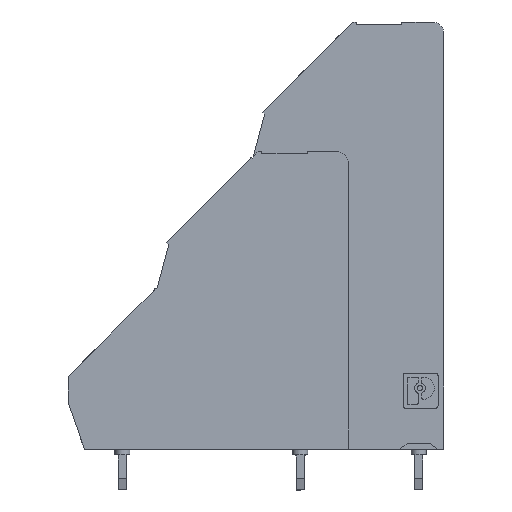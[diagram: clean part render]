
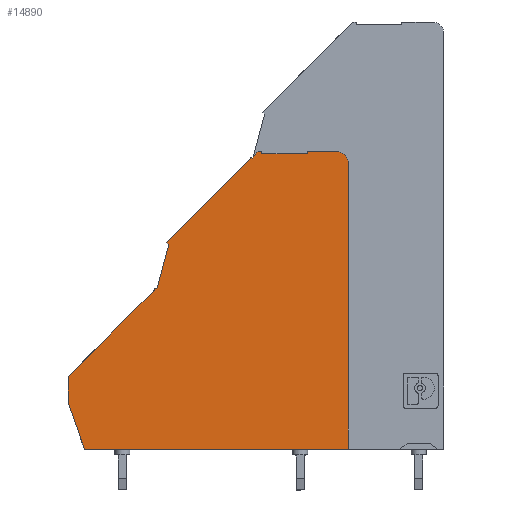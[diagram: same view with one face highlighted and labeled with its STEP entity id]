
A CAD part, top view. The second image highlights one B-rep face of the part: STEP entity #14890.
In plain terms, the highlighted planar face has unit normal (0, 0, 1).
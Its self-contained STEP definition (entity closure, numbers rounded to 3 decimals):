
#3360=CARTESIAN_POINT('',(88.406,12.945,2.54));
#3370=VERTEX_POINT('',#3360);
#3520=CARTESIAN_POINT('',(88.457,13.138,2.54));
#3530=VERTEX_POINT('',#3520);
#3560=CARTESIAN_POINT('',(88.457,13.138,2.54));
#3570=DIRECTION('',(-0.259,-0.966,0.));
#3580=VECTOR('',#3570,1.);
#3590=LINE('',#3560,#3580);
#3600=EDGE_CURVE('',#3530,#3370,#3590,.T.);
#13300=CARTESIAN_POINT('',(79.217,-4.906,2.54));
#13310=DIRECTION('',(-0.,0.,1.));
#13320=DIRECTION('',(1.,0.,0.));
#13330=AXIS2_PLACEMENT_3D('',#13300,#13310,#13320);
#13340=PLANE('',#13330);
#13350=CARTESIAN_POINT('',(89.427,0.,2.54));
#13360=DIRECTION('',(0.,1.,0.));
#13370=VECTOR('',#13360,1.);
#13380=LINE('',#13350,#13370);
#13390=CARTESIAN_POINT('',(89.427,13.455,2.54));
#13400=VERTEX_POINT('',#13390);
#13410=CARTESIAN_POINT('',(89.427,13.655,2.54));
#13420=VERTEX_POINT('',#13410);
#13430=EDGE_CURVE('',#13400,#13420,#13380,.T.);
#13440=ORIENTED_EDGE('',*,*,#13430,.T.);
#13450=CARTESIAN_POINT('',(10.17,13.455,2.54));
#13460=DIRECTION('',(-1.,0.,0.));
#13470=VECTOR('',#13460,1.);
#13480=LINE('',#13450,#13470);
#13490=CARTESIAN_POINT('',(93.327,13.455,2.54));
#13500=VERTEX_POINT('',#13490);
#13510=EDGE_CURVE('',#13500,#13400,#13480,.T.);
#13520=ORIENTED_EDGE('',*,*,#13510,.T.);
#13530=CARTESIAN_POINT('',(93.327,0.,2.54));
#13540=DIRECTION('',(0.,-1.,0.));
#13550=VECTOR('',#13540,1.);
#13560=LINE('',#13530,#13550);
#13570=CARTESIAN_POINT('',(93.327,13.655,2.54));
#13580=VERTEX_POINT('',#13570);
#13590=EDGE_CURVE('',#13580,#13500,#13560,.T.);
#13600=ORIENTED_EDGE('',*,*,#13590,.T.);
#13610=CARTESIAN_POINT('',(10.17,13.655,2.54));
#13620=DIRECTION('',(-1.,0.,0.));
#13630=VECTOR('',#13620,1.);
#13640=LINE('',#13610,#13630);
#13650=CARTESIAN_POINT('',(95.827,13.655,2.54));
#13660=VERTEX_POINT('',#13650);
#13670=EDGE_CURVE('',#13660,#13580,#13640,.T.);
#13680=ORIENTED_EDGE('',*,*,#13670,.T.);
#13690=CARTESIAN_POINT('',(95.827,12.655,2.54));
#13700=DIRECTION('',(0.,0.,-1.));
#13710=DIRECTION('',(-1.,0.,0.));
#13720=AXIS2_PLACEMENT_3D('',#13690,#13700,#13710);
#13730=CIRCLE('',#13720,1.);
#13740=CARTESIAN_POINT('',(96.827,12.655,2.54));
#13750=VERTEX_POINT('',#13740);
#13760=EDGE_CURVE('',#13660,#13750,#13730,.T.);
#13770=ORIENTED_EDGE('',*,*,#13760,.F.);
#13780=CARTESIAN_POINT('',(96.827,0.,2.54));
#13790=DIRECTION('',(0.,1.,0.));
#13800=VECTOR('',#13790,1.);
#13810=LINE('',#13780,#13800);
#13820=CARTESIAN_POINT('',(96.827,-11.845,2.54));
#13830=VERTEX_POINT('',#13820);
#13840=EDGE_CURVE('',#13830,#13750,#13810,.T.);
#13850=ORIENTED_EDGE('',*,*,#13840,.T.);
#13860=CARTESIAN_POINT('',(74.227,-11.845,2.54));
#13870=DIRECTION('',(1.,0.,0.));
#13880=VECTOR('',#13870,1.);
#13890=LINE('',#13860,#13880);
#13900=CARTESIAN_POINT('',(74.227,-11.845,2.54));
#13910=VERTEX_POINT('',#13900);
#13920=EDGE_CURVE('',#13910,#13830,#13890,.T.);
#13930=ORIENTED_EDGE('',*,*,#13920,.T.);
#13940=CARTESIAN_POINT('',(74.227,-11.845,2.54));
#13950=DIRECTION('',(-0.33,0.944,0.));
#13960=VECTOR('',#13950,1.);
#13970=LINE('',#13940,#13960);
#13980=CARTESIAN_POINT('',(72.827,-7.845,2.54));
#13990=VERTEX_POINT('',#13980);
#14000=EDGE_CURVE('',#13910,#13990,#13970,.T.);
#14010=ORIENTED_EDGE('',*,*,#14000,.F.);
#14020=CARTESIAN_POINT('',(72.827,-7.845,2.54));
#14030=DIRECTION('',(0.,1.,0.));
#14040=VECTOR('',#14030,1.);
#14050=LINE('',#14020,#14040);
#14060=CARTESIAN_POINT('',(72.827,-5.625,2.54));
#14070=VERTEX_POINT('',#14060);
#14080=EDGE_CURVE('',#13990,#14070,#14050,.T.);
#14090=ORIENTED_EDGE('',*,*,#14080,.F.);
#14100=CARTESIAN_POINT('',(72.827,-5.625,2.54));
#14110=DIRECTION('',(0.707,0.707,0.));
#14120=VECTOR('',#14110,1.);
#14130=LINE('',#14100,#14120);
#14140=CARTESIAN_POINT('',(80.197,1.745,2.54));
#14150=VERTEX_POINT('',#14140);
#14160=EDGE_CURVE('',#14070,#14150,#14130,.T.);
#14170=ORIENTED_EDGE('',*,*,#14160,.F.);
#14180=CARTESIAN_POINT('',(79.729,0.,2.54));
#14190=DIRECTION('',(-0.259,-0.966,0.));
#14200=VECTOR('',#14190,1.);
#14210=LINE('',#14180,#14200);
#14220=CARTESIAN_POINT('',(80.249,1.938,2.54));
#14230=VERTEX_POINT('',#14220);
#14240=EDGE_CURVE('',#14230,#14150,#14210,.T.);
#14250=ORIENTED_EDGE('',*,*,#14240,.T.);
#14260=CARTESIAN_POINT('',(10.17,20.716,2.54));
#14270=DIRECTION('',(-0.966,0.259,0.));
#14280=VECTOR('',#14270,1.);
#14290=LINE('',#14260,#14280);
#14300=CARTESIAN_POINT('',(80.442,1.887,2.54));
#14310=VERTEX_POINT('',#14300);
#14320=EDGE_CURVE('',#14310,#14230,#14290,.T.);
#14330=ORIENTED_EDGE('',*,*,#14320,.T.);
#14340=CARTESIAN_POINT('',(79.936,0.,2.54));
#14350=DIRECTION('',(-0.259,-0.966,0.));
#14360=VECTOR('',#14350,1.);
#14370=LINE('',#14340,#14360);
#14380=CARTESIAN_POINT('',(81.455,5.668,2.54));
#14390=VERTEX_POINT('',#14380);
#14400=EDGE_CURVE('',#14390,#14310,#14370,.T.);
#14410=ORIENTED_EDGE('',*,*,#14400,.T.);
#14420=CARTESIAN_POINT('',(87.123,0.,2.54));
#14430=DIRECTION('',(0.707,-0.707,0.));
#14440=VECTOR('',#14430,1.);
#14450=LINE('',#14420,#14440);
#14460=CARTESIAN_POINT('',(81.292,5.831,2.54));
#14470=VERTEX_POINT('',#14460);
#14480=EDGE_CURVE('',#14470,#14390,#14450,.T.);
#14490=ORIENTED_EDGE('',*,*,#14480,.T.);
#14500=CARTESIAN_POINT('',(10.17,-65.29,2.54));
#14510=DIRECTION('',(-0.707,-0.707,0.));
#14520=VECTOR('',#14510,1.);
#14530=LINE('',#14500,#14520);
#14540=EDGE_CURVE('',#3370,#14470,#14530,.T.);
#14550=ORIENTED_EDGE('',*,*,#14540,.T.);
#14560=ORIENTED_EDGE('',*,*,#3600,.T.);
#14570=CARTESIAN_POINT('',(88.651,13.087,2.54));
#14580=DIRECTION('',(-0.966,0.259,0.));
#14590=VECTOR('',#14580,1.);
#14600=LINE('',#14570,#14590);
#14610=CARTESIAN_POINT('',(88.651,13.087,2.54));
#14620=VERTEX_POINT('',#14610);
#14630=EDGE_CURVE('',#14620,#3530,#14600,.T.);
#14640=ORIENTED_EDGE('',*,*,#14630,.T.);
#14650=CARTESIAN_POINT('',(88.651,13.087,2.54));
#14660=DIRECTION('',(0.259,0.966,0.));
#14670=VECTOR('',#14660,1.);
#14680=LINE('',#14650,#14670);
#14690=CARTESIAN_POINT('',(88.689,13.228,2.54));
#14700=VERTEX_POINT('',#14690);
#14710=EDGE_CURVE('',#14620,#14700,#14680,.T.);
#14720=ORIENTED_EDGE('',*,*,#14710,.F.);
#14730=CARTESIAN_POINT('',(10.17,-65.29,2.54));
#14740=DIRECTION('',(-0.707,-0.707,0.));
#14750=VECTOR('',#14740,1.);
#14760=LINE('',#14730,#14750);
#14770=CARTESIAN_POINT('',(89.116,13.655,2.54));
#14780=VERTEX_POINT('',#14770);
#14790=EDGE_CURVE('',#14780,#14700,#14760,.T.);
#14800=ORIENTED_EDGE('',*,*,#14790,.T.);
#14810=CARTESIAN_POINT('',(10.17,13.655,2.54));
#14820=DIRECTION('',(-1.,0.,0.));
#14830=VECTOR('',#14820,1.);
#14840=LINE('',#14810,#14830);
#14850=EDGE_CURVE('',#13420,#14780,#14840,.T.);
#14860=ORIENTED_EDGE('',*,*,#14850,.T.);
#14870=EDGE_LOOP('',(#14860,#14800,#14720,#14640,#14560,#14550,#14490,
#14410,#14330,#14250,#14170,#14090,#14010,#13930,#13850,#13770,#13680,
#13600,#13520,#13440));
#14880=FACE_OUTER_BOUND('',#14870,.T.);
#14890=ADVANCED_FACE('',(#14880),#13340,.T.);
